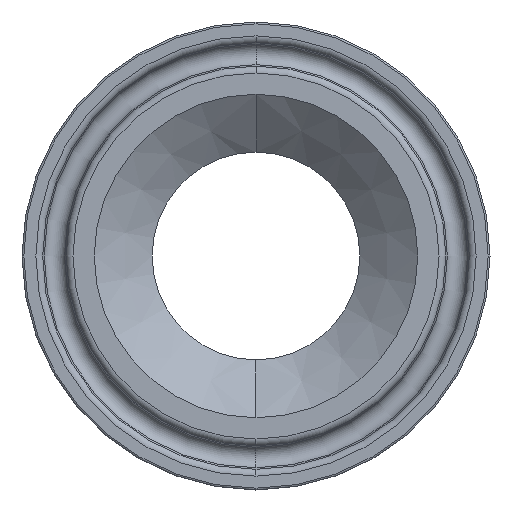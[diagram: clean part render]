
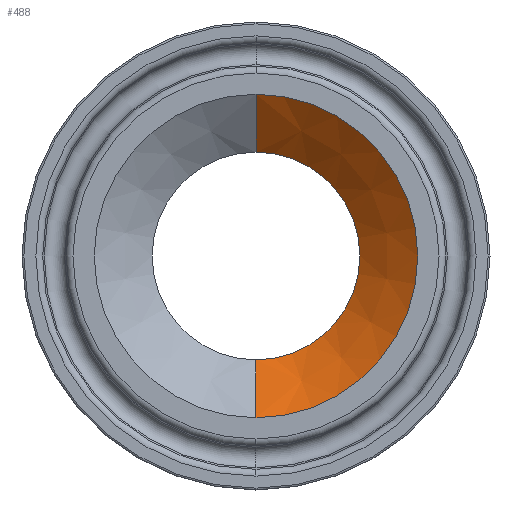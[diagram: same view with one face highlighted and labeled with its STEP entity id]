
A CAD part, left-side view. The second image highlights one B-rep face of the part: STEP entity #488.
In plain terms, the highlighted conical face has half-angle 51.78 degrees and reference radius 11.2 mm.
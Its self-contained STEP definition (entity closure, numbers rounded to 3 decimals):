
#42 = FACE_OUTER_BOUND ( 'NONE', #445, .T. ) ;
#48 = EDGE_CURVE ( 'NONE', #210, #414, #600, .T. ) ;
#85 = VERTEX_POINT ( 'NONE', #1092 ) ;
#97 = LINE ( 'NONE', #634, #902 ) ;
#134 = ORIENTED_EDGE ( 'NONE', *, *, #266, .T. ) ;
#150 = DIRECTION ( 'NONE',  ( 0., 0., 1. ) ) ;
#157 = CARTESIAN_POINT ( 'NONE',  ( 4.922, 0., 0. ) ) ;
#185 = AXIS2_PLACEMENT_3D ( 'NONE', #403, #695, #784 ) ;
#210 = VERTEX_POINT ( 'NONE', #262 ) ;
#224 = CARTESIAN_POINT ( 'NONE',  ( 0., 0., 17.45 ) ) ;
#262 = CARTESIAN_POINT ( 'NONE',  ( 4.922, 0., 11.2 ) ) ;
#266 = EDGE_CURVE ( 'NONE', #85, #414, #481, .T. ) ;
#280 = EDGE_CURVE ( 'NONE', #730, #85, #97, .T. ) ;
#312 = VECTOR ( 'NONE', #335, 1000. ) ;
#335 = DIRECTION ( 'NONE',  ( -0.619, 0., 0.786 ) ) ;
#381 = CARTESIAN_POINT ( 'NONE',  ( 0., 0., 0. ) ) ;
#403 = CARTESIAN_POINT ( 'NONE',  ( 4.922, 0., 0. ) ) ;
#414 = VERTEX_POINT ( 'NONE', #224 ) ;
#445 = EDGE_LOOP ( 'NONE', ( #883, #777, #134, #724 ) ) ;
#481 = CIRCLE ( 'NONE', #630, 17.45 ) ;
#488 = ADVANCED_FACE ( 'NONE', ( #42 ), #961, .F. ) ;
#566 = DIRECTION ( 'NONE',  ( -1., 0., 0. ) ) ;
#600 = LINE ( 'NONE', #677, #312 ) ;
#611 = AXIS2_PLACEMENT_3D ( 'NONE', #157, #1048, #150 ) ;
#630 = AXIS2_PLACEMENT_3D ( 'NONE', #381, #566, #753 ) ;
#634 = CARTESIAN_POINT ( 'NONE',  ( 4.922, 0., -11.2 ) ) ;
#675 = EDGE_CURVE ( 'NONE', #730, #210, #936, .T. ) ;
#677 = CARTESIAN_POINT ( 'NONE',  ( 4.922, 0., 11.2 ) ) ;
#681 = CARTESIAN_POINT ( 'NONE',  ( 4.922, 0., -11.2 ) ) ;
#695 = DIRECTION ( 'NONE',  ( -1., 0., 0. ) ) ;
#724 = ORIENTED_EDGE ( 'NONE', *, *, #48, .F. ) ;
#730 = VERTEX_POINT ( 'NONE', #681 ) ;
#740 = DIRECTION ( 'NONE',  ( -0.619, 0., -0.786 ) ) ;
#753 = DIRECTION ( 'NONE',  ( 0., 0., 1. ) ) ;
#777 = ORIENTED_EDGE ( 'NONE', *, *, #280, .T. ) ;
#784 = DIRECTION ( 'NONE',  ( 0., 0., 1. ) ) ;
#883 = ORIENTED_EDGE ( 'NONE', *, *, #675, .F. ) ;
#902 = VECTOR ( 'NONE', #740, 1000. ) ;
#936 = CIRCLE ( 'NONE', #611, 11.2 ) ;
#961 = CONICAL_SURFACE ( 'NONE', #185, 11.2, 0.904 ) ;
#1048 = DIRECTION ( 'NONE',  ( -1., 0., 0. ) ) ;
#1092 = CARTESIAN_POINT ( 'NONE',  ( 0., 0., -17.45 ) ) ;
